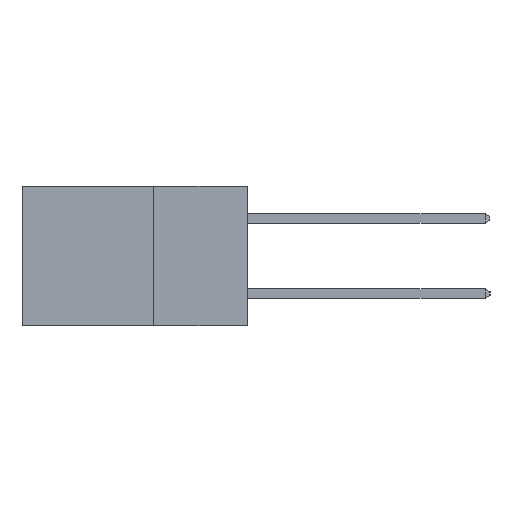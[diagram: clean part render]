
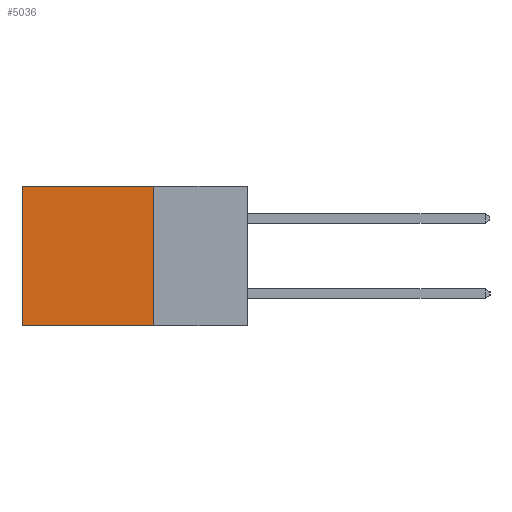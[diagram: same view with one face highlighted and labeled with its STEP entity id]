
A CAD part, left-side view. The second image highlights one B-rep face of the part: STEP entity #5036.
In plain terms, the highlighted planar face has unit normal (-1, 0, 0).
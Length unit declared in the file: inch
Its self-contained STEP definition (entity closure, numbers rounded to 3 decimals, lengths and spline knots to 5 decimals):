
#41 = VERTEX_POINT ( 'NONE', #10439 ) ;
#97 = EDGE_CURVE ( 'NONE', #13364, #5683, #1021, .T. ) ;
#451 = LINE ( 'NONE', #11720, #9070 ) ;
#658 = VECTOR ( 'NONE', #6323, 39.37008 ) ;
#747 = DIRECTION ( 'NONE',  ( 0., 1., 0. ) ) ;
#828 = CARTESIAN_POINT ( 'NONE',  ( 0.2615, 0.25, -0.37 ) ) ;
#1021 = LINE ( 'NONE', #13461, #658 ) ;
#3131 = LINE ( 'NONE', #828, #8111 ) ;
#3268 = CARTESIAN_POINT ( 'NONE',  ( 0.2615, 0.6, -0.37 ) ) ;
#3454 = EDGE_LOOP ( 'NONE', ( #9520, #7915, #10996, #10920 ) ) ;
#5036 = ADVANCED_FACE ( 'NONE', ( #7858 ), #12991, .F. ) ;
#5622 = VECTOR ( 'NONE', #12665, 39.37008 ) ;
#5683 = VERTEX_POINT ( 'NONE', #3268 ) ;
#6323 = DIRECTION ( 'NONE',  ( 0., 0., -1. ) ) ;
#7858 = FACE_OUTER_BOUND ( 'NONE', #3454, .T. ) ;
#7915 = ORIENTED_EDGE ( 'NONE', *, *, #10843, .F. ) ;
#7976 = EDGE_CURVE ( 'NONE', #41, #12605, #451, .T. ) ;
#8111 = VECTOR ( 'NONE', #747, 39.37008 ) ;
#9070 = VECTOR ( 'NONE', #12300, 39.37008 ) ;
#9520 = ORIENTED_EDGE ( 'NONE', *, *, #97, .T. ) ;
#10439 = CARTESIAN_POINT ( 'NONE',  ( 0.2615, 0.25, 0. ) ) ;
#10843 = EDGE_CURVE ( 'NONE', #12605, #5683, #3131, .T. ) ;
#10920 = ORIENTED_EDGE ( 'NONE', *, *, #14175, .T. ) ;
#10996 = ORIENTED_EDGE ( 'NONE', *, *, #7976, .F. ) ;
#11389 = LINE ( 'NONE', #12702, #5622 ) ;
#11720 = CARTESIAN_POINT ( 'NONE',  ( 0.2615, 0.25, -0.37 ) ) ;
#12280 = AXIS2_PLACEMENT_3D ( 'NONE', #13047, #12989, #12977 ) ;
#12300 = DIRECTION ( 'NONE',  ( 0., 0., -1. ) ) ;
#12521 = CARTESIAN_POINT ( 'NONE',  ( 0.2615, 0.25, -0.37 ) ) ;
#12605 = VERTEX_POINT ( 'NONE', #12521 ) ;
#12665 = DIRECTION ( 'NONE',  ( 0., 1., 0. ) ) ;
#12702 = CARTESIAN_POINT ( 'NONE',  ( 0.2615, 0.25, 0. ) ) ;
#12977 = DIRECTION ( 'NONE',  ( 0., 0., -1. ) ) ;
#12989 = DIRECTION ( 'NONE',  ( 1., 0., 0. ) ) ;
#12991 = PLANE ( 'NONE',  #12280 ) ;
#13047 = CARTESIAN_POINT ( 'NONE',  ( 0.2615, 0.25, -0.37 ) ) ;
#13364 = VERTEX_POINT ( 'NONE', #13952 ) ;
#13461 = CARTESIAN_POINT ( 'NONE',  ( 0.2615, 0.6, -0.37 ) ) ;
#13952 = CARTESIAN_POINT ( 'NONE',  ( 0.2615, 0.6, 0. ) ) ;
#14175 = EDGE_CURVE ( 'NONE', #41, #13364, #11389, .T. ) ;
